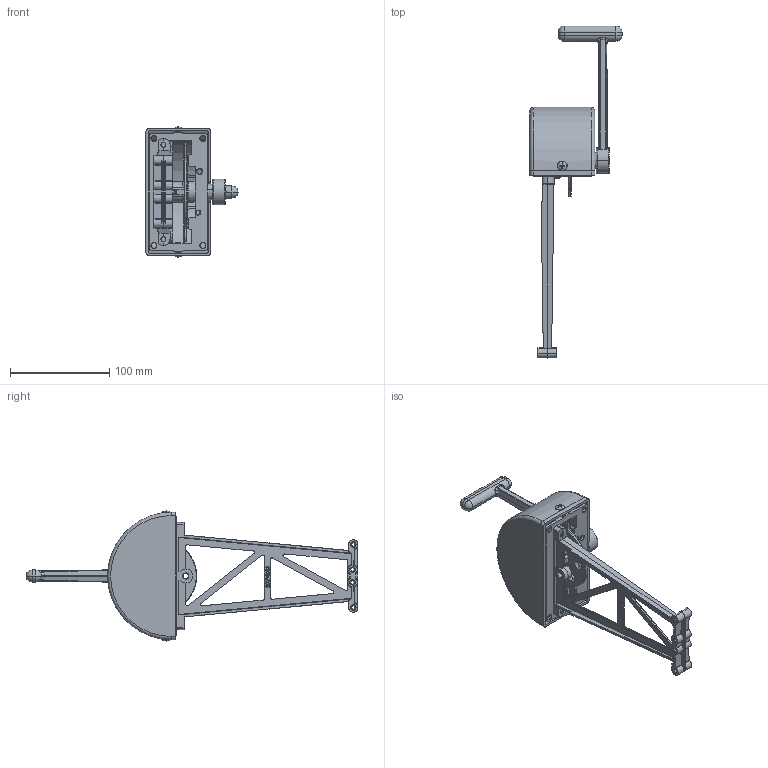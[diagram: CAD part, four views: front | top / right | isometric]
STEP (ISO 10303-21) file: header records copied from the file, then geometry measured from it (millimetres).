
FILE_DESCRIPTION (( 'STEP AP214' ), '1' );
FILE_NAME ('2003-KR.STEP', '2023-04-12T22:12:56', ( '' ), ( '' ), 'SwSTEP 2.0', 'SolidWorks 2023', '' );
FILE_SCHEMA (( 'AUTOMOTIVE_DESIGN' ));
Length unit declared in the file: inch
Products named in the file (1): 2003-KR
Bounding box: 92.84 x 334.7 x 131.13 mm (x, y, z)
Surface area: 112901.2 mm2 (no closed solid volume)
Topology: 0 solids, 22 shells, 688 faces, 2169 edges, 1449 vertices
Faces by surface type: plane 201, cylinder 179, bspline 126, cone 119, torus 39, sphere 24
Entity records: 30564 total; most frequent: CARTESIAN_POINT 13066, ORIENTED_EDGE 3549, DIRECTION 3364, EDGE_CURVE 2147, VERTEX_POINT 1447, AXIS2_PLACEMENT_3D 1245, LINE 874, VECTOR 874
